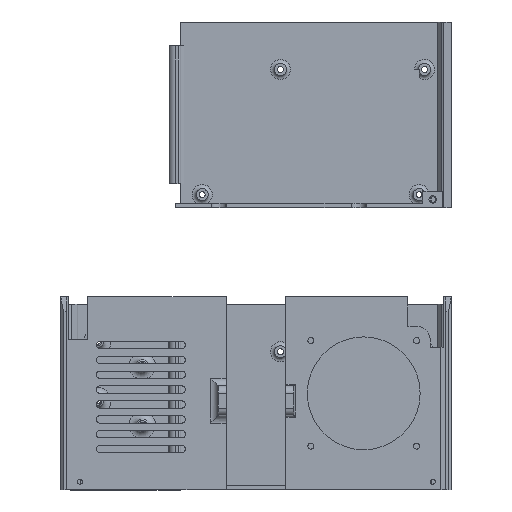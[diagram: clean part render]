
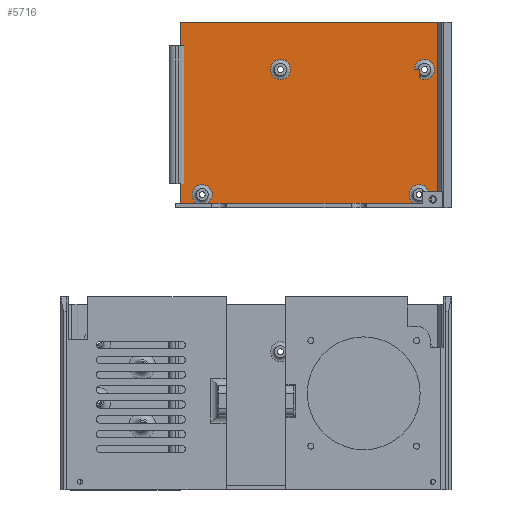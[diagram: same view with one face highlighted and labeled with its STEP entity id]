
A CAD part, top view. The second image highlights one B-rep face of the part: STEP entity #5716.
In plain terms, the highlighted planar face has unit normal (0, 0, 1).
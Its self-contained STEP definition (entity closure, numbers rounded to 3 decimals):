
#217=FACE_BOUND('',#845,.T.);
#218=FACE_BOUND('',#846,.T.);
#467=FACE_OUTER_BOUND('',#844,.T.);
#844=EDGE_LOOP('',(#4965,#4966,#4967,#4968,#4969,#4970,#4971,#4972,#4973,
#4974,#4975,#4976,#4977,#4978));
#845=EDGE_LOOP('',(#4979));
#846=EDGE_LOOP('',(#4980,#4981,#4982));
#1107=CIRCLE('',#6209,6.75);
#1108=CIRCLE('',#6210,6.75);
#1109=CIRCLE('',#6211,6.75);
#1110=CIRCLE('',#6212,6.75);
#1111=CIRCLE('',#6213,6.75);
#1112=CIRCLE('',#6214,6.75);
#1585=LINE('',#9238,#2169);
#1586=LINE('',#9251,#2170);
#1587=LINE('',#9264,#2171);
#1614=LINE('',#9323,#2198);
#1620=LINE('',#9341,#2204);
#1630=LINE('',#9365,#2214);
#1631=LINE('',#9369,#2215);
#1632=LINE('',#9370,#2216);
#1633=LINE('',#9378,#2217);
#1634=LINE('',#9379,#2218);
#1635=LINE('',#9384,#2219);
#1636=LINE('',#9386,#2220);
#2169=VECTOR('',#7574,10.);
#2170=VECTOR('',#7575,10.);
#2171=VECTOR('',#7576,10.);
#2198=VECTOR('',#7613,10.);
#2204=VECTOR('',#7627,10.);
#2214=VECTOR('',#7643,10.);
#2215=VECTOR('',#7648,10.);
#2216=VECTOR('',#7649,10.);
#2217=VECTOR('',#7658,10.);
#2218=VECTOR('',#7659,10.);
#2219=VECTOR('',#7662,10.);
#2220=VECTOR('',#7663,10.);
#2727=VERTEX_POINT('',#9235);
#2728=VERTEX_POINT('',#9237);
#2729=VERTEX_POINT('',#9239);
#2730=VERTEX_POINT('',#9250);
#2731=VERTEX_POINT('',#9252);
#2732=VERTEX_POINT('',#9263);
#2758=VERTEX_POINT('',#9320);
#2759=VERTEX_POINT('',#9322);
#2767=VERTEX_POINT('',#9340);
#2769=VERTEX_POINT('',#9346);
#2778=VERTEX_POINT('',#9363);
#2780=VERTEX_POINT('',#9371);
#2781=VERTEX_POINT('',#9374);
#2782=VERTEX_POINT('',#9377);
#2783=VERTEX_POINT('',#9380);
#2784=VERTEX_POINT('',#9382);
#2785=VERTEX_POINT('',#9383);
#2786=VERTEX_POINT('',#9385);
#3478=EDGE_CURVE('',#2727,#2728,#1585,.T.);
#3480=EDGE_CURVE('',#2729,#2730,#1586,.T.);
#3482=EDGE_CURVE('',#2731,#2732,#1587,.T.);
#3511=EDGE_CURVE('',#2759,#2758,#1614,.T.);
#3520=EDGE_CURVE('',#2759,#2767,#1620,.T.);
#3532=EDGE_CURVE('',#2769,#2778,#1630,.T.);
#3534=EDGE_CURVE('',#2758,#2769,#1631,.T.);
#3535=EDGE_CURVE('',#2732,#2778,#1632,.T.);
#3536=EDGE_CURVE('',#2780,#2731,#1107,.T.);
#3537=EDGE_CURVE('',#2730,#2780,#1108,.T.);
#3538=EDGE_CURVE('',#2781,#2729,#1109,.T.);
#3539=EDGE_CURVE('',#2728,#2781,#1110,.T.);
#3540=EDGE_CURVE('',#2727,#2782,#1633,.T.);
#3541=EDGE_CURVE('',#2767,#2782,#1634,.T.);
#3542=EDGE_CURVE('',#2783,#2783,#1111,.T.);
#3543=EDGE_CURVE('',#2784,#2785,#1635,.T.);
#3544=EDGE_CURVE('',#2785,#2786,#1636,.T.);
#3545=EDGE_CURVE('',#2784,#2786,#1112,.T.);
#4965=ORIENTED_EDGE('',*,*,#3534,.T.);
#4966=ORIENTED_EDGE('',*,*,#3532,.T.);
#4967=ORIENTED_EDGE('',*,*,#3535,.F.);
#4968=ORIENTED_EDGE('',*,*,#3482,.F.);
#4969=ORIENTED_EDGE('',*,*,#3536,.F.);
#4970=ORIENTED_EDGE('',*,*,#3537,.F.);
#4971=ORIENTED_EDGE('',*,*,#3480,.F.);
#4972=ORIENTED_EDGE('',*,*,#3538,.F.);
#4973=ORIENTED_EDGE('',*,*,#3539,.F.);
#4974=ORIENTED_EDGE('',*,*,#3478,.F.);
#4975=ORIENTED_EDGE('',*,*,#3540,.T.);
#4976=ORIENTED_EDGE('',*,*,#3541,.F.);
#4977=ORIENTED_EDGE('',*,*,#3520,.F.);
#4978=ORIENTED_EDGE('',*,*,#3511,.T.);
#4979=ORIENTED_EDGE('',*,*,#3542,.F.);
#4980=ORIENTED_EDGE('',*,*,#3543,.T.);
#4981=ORIENTED_EDGE('',*,*,#3544,.T.);
#4982=ORIENTED_EDGE('',*,*,#3545,.F.);
#5438=PLANE('',#6208);
#5716=ADVANCED_FACE('',(#467,#217,#218),#5438,.F.);
#6208=AXIS2_PLACEMENT_3D('',#9368,#7646,#7647);
#6209=AXIS2_PLACEMENT_3D('',#9372,#7650,#7651);
#6210=AXIS2_PLACEMENT_3D('',#9373,#7652,#7653);
#6211=AXIS2_PLACEMENT_3D('',#9375,#7654,#7655);
#6212=AXIS2_PLACEMENT_3D('',#9376,#7656,#7657);
#6213=AXIS2_PLACEMENT_3D('',#9381,#7660,#7661);
#6214=AXIS2_PLACEMENT_3D('',#9387,#7664,#7665);
#7574=DIRECTION('',(-1.,0.,0.));
#7575=DIRECTION('',(-1.,0.,0.));
#7576=DIRECTION('',(-1.,0.,0.));
#7613=DIRECTION('',(1.,0.,0.));
#7627=DIRECTION('',(0.,1.,0.));
#7643=DIRECTION('',(-1.,0.,0.));
#7646=DIRECTION('center_axis',(0.,0.,-1.));
#7647=DIRECTION('ref_axis',(-1.,0.,0.));
#7648=DIRECTION('',(0.,-1.,0.));
#7649=DIRECTION('',(0.,1.,0.));
#7650=DIRECTION('center_axis',(0.,0.,1.));
#7651=DIRECTION('ref_axis',(-1.,0.,0.));
#7652=DIRECTION('center_axis',(0.,0.,1.));
#7653=DIRECTION('ref_axis',(-1.,0.,0.));
#7654=DIRECTION('center_axis',(0.,0.,1.));
#7655=DIRECTION('ref_axis',(-1.,0.,0.));
#7656=DIRECTION('center_axis',(0.,0.,1.));
#7657=DIRECTION('ref_axis',(-1.,0.,0.));
#7658=DIRECTION('',(0.,1.,0.));
#7659=DIRECTION('',(1.,0.,0.));
#7660=DIRECTION('center_axis',(0.,0.,1.));
#7661=DIRECTION('ref_axis',(-1.,0.,0.));
#7662=DIRECTION('',(0.,1.,0.));
#7663=DIRECTION('',(-1.,0.,0.));
#7664=DIRECTION('center_axis',(0.,0.,1.));
#7665=DIRECTION('ref_axis',(0.981,0.194,0.));
#9235=CARTESIAN_POINT('',(177.,193.,1.));
#9237=CARTESIAN_POINT('',(167.629,193.,1.));
#9238=CARTESIAN_POINT('',(0.,193.,1.));
#9239=CARTESIAN_POINT('',(160.894,193.,1.));
#9250=CARTESIAN_POINT('',(21.629,193.,1.));
#9251=CARTESIAN_POINT('',(0.,193.,1.));
#9252=CARTESIAN_POINT('',(14.894,193.,1.));
#9263=CARTESIAN_POINT('',(4.,193.,1.));
#9264=CARTESIAN_POINT('',(0.,193.,1.));
#9320=CARTESIAN_POINT('',(6.,298.9,1.));
#9322=CARTESIAN_POINT('',(4.,298.9,1.));
#9323=CARTESIAN_POINT('',(43.75,298.9,1.));
#9340=CARTESIAN_POINT('',(4.,315.,1.));
#9341=CARTESIAN_POINT('',(4.,284.5,1.));
#9346=CARTESIAN_POINT('',(6.,206.2,1.));
#9363=CARTESIAN_POINT('',(4.,206.2,1.));
#9365=CARTESIAN_POINT('',(43.75,206.2,1.));
#9368=CARTESIAN_POINT('Origin',(87.5,254.,1.));
#9369=CARTESIAN_POINT('',(6.,231.1,1.));
#9370=CARTESIAN_POINT('',(4.,206.,1.));
#9371=CARTESIAN_POINT('',(25.012,198.85,1.));
#9372=CARTESIAN_POINT('Origin',(18.262,198.85,1.));
#9373=CARTESIAN_POINT('Origin',(18.262,198.85,1.));
#9374=CARTESIAN_POINT('',(171.012,198.85,1.));
#9375=CARTESIAN_POINT('Origin',(164.262,198.85,1.));
#9376=CARTESIAN_POINT('Origin',(164.262,198.85,1.));
#9377=CARTESIAN_POINT('',(177.,315.,1.));
#9378=CARTESIAN_POINT('',(177.,193.,1.));
#9379=CARTESIAN_POINT('',(179.,315.,1.));
#9380=CARTESIAN_POINT('',(77.712,283.05,1.));
#9381=CARTESIAN_POINT('Origin',(70.962,283.05,1.));
#9382=CARTESIAN_POINT('',(164.262,277.404,1.));
#9383=CARTESIAN_POINT('',(164.262,283.05,1.));
#9384=CARTESIAN_POINT('',(164.262,268.525,1.));
#9385=CARTESIAN_POINT('',(161.212,283.05,1.));
#9386=CARTESIAN_POINT('',(125.731,283.05,1.));
#9387=CARTESIAN_POINT('Origin',(167.962,283.05,1.));
